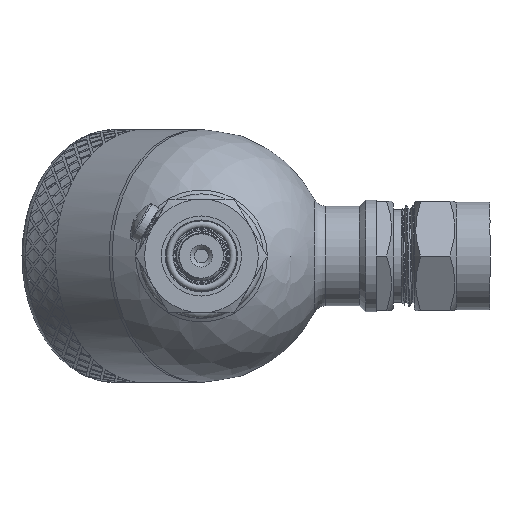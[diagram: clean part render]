
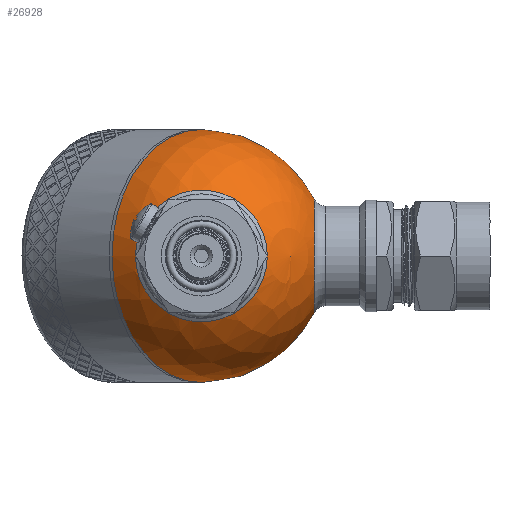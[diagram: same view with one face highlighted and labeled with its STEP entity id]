
A CAD part, left-side view. The second image highlights one B-rep face of the part: STEP entity #26928.
In plain terms, the highlighted spherical face has radius 30 mm.
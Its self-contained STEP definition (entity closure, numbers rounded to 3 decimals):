
#43=SPHERICAL_SURFACE('',#28076,30.);
#337=FACE_BOUND('',#5056,.T.);
#338=FACE_BOUND('',#5057,.T.);
#3189=FACE_OUTER_BOUND('',#5055,.T.);
#5055=EDGE_LOOP('',(#24442,#24443,#24444,#24445));
#5056=EDGE_LOOP('',(#24446));
#5057=EDGE_LOOP('',(#24447));
#5564=CIRCLE('',#28073,15.643);
#5567=CIRCLE('',#28077,30.);
#5568=CIRCLE('',#28078,30.);
#5569=CIRCLE('',#28079,30.);
#5570=CIRCLE('',#28080,13.5);
#12566=VERTEX_POINT('',#64673);
#12568=VERTEX_POINT('',#64679);
#12569=VERTEX_POINT('',#64680);
#12570=VERTEX_POINT('',#64682);
#12571=VERTEX_POINT('',#64685);
#16559=EDGE_CURVE('',#12566,#12566,#5564,.T.);
#16562=EDGE_CURVE('',#12568,#12569,#5567,.T.);
#16563=EDGE_CURVE('',#12568,#12570,#5568,.T.);
#16564=EDGE_CURVE('',#12569,#12568,#5569,.T.);
#16565=EDGE_CURVE('',#12571,#12571,#5570,.T.);
#24442=ORIENTED_EDGE('',*,*,#16562,.F.);
#24443=ORIENTED_EDGE('',*,*,#16563,.T.);
#24444=ORIENTED_EDGE('',*,*,#16563,.F.);
#24445=ORIENTED_EDGE('',*,*,#16564,.F.);
#24446=ORIENTED_EDGE('',*,*,#16559,.F.);
#24447=ORIENTED_EDGE('',*,*,#16565,.F.);
#26928=ADVANCED_FACE('',(#3189,#337,#338),#43,.T.);
#28073=AXIS2_PLACEMENT_3D('',#64674,#30911,#30912);
#28076=AXIS2_PLACEMENT_3D('',#64678,#30917,#30918);
#28077=AXIS2_PLACEMENT_3D('',#64681,#30919,#30920);
#28078=AXIS2_PLACEMENT_3D('',#64683,#30921,#30922);
#28079=AXIS2_PLACEMENT_3D('',#64684,#30923,#30924);
#28080=AXIS2_PLACEMENT_3D('',#64686,#30925,#30926);
#30911=DIRECTION('center_axis',(-0.707,0.,0.707));
#30912=DIRECTION('ref_axis',(0.707,0.,0.707));
#30917=DIRECTION('center_axis',(1.,0.,0.));
#30918=DIRECTION('ref_axis',(0.,-1.,0.));
#30919=DIRECTION('center_axis',(1.,0.,0.));
#30920=DIRECTION('ref_axis',(0.,1.,0.));
#30921=DIRECTION('center_axis',(0.,0.,1.));
#30922=DIRECTION('ref_axis',(0.,1.,0.));
#30923=DIRECTION('center_axis',(1.,0.,0.));
#30924=DIRECTION('ref_axis',(0.,1.,0.));
#30925=DIRECTION('center_axis',(-0.707,0.,-0.707));
#30926=DIRECTION('ref_axis',(-0.707,0.,0.707));
#64673=CARTESIAN_POINT('',(-29.162,0.,7.04));
#64674=CARTESIAN_POINT('Origin',(-18.101,0.,18.101));
#64678=CARTESIAN_POINT('Origin',(0.,0.,0.));
#64679=CARTESIAN_POINT('',(0.,30.,0.));
#64680=CARTESIAN_POINT('',(0.,-30.,0.));
#64681=CARTESIAN_POINT('Origin',(0.,0.,0.));
#64682=CARTESIAN_POINT('',(-30.,0.,0.));
#64683=CARTESIAN_POINT('Origin',(0.,0.,0.));
#64684=CARTESIAN_POINT('Origin',(0.,0.,0.));
#64685=CARTESIAN_POINT('',(-9.398,0.,-28.49));
#64686=CARTESIAN_POINT('Origin',(-18.944,0.,-18.944));
